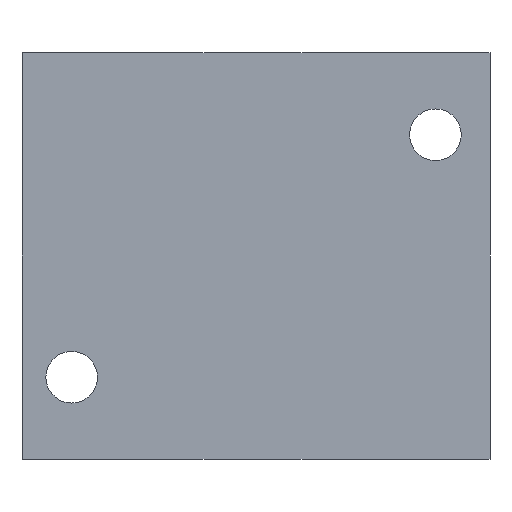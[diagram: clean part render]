
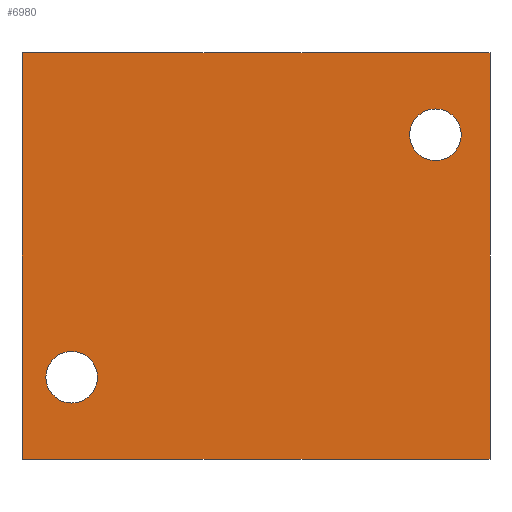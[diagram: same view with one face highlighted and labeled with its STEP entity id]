
A CAD part, front view. The second image highlights one B-rep face of the part: STEP entity #6980.
In plain terms, the highlighted planar face has unit normal (0, -1, 0).
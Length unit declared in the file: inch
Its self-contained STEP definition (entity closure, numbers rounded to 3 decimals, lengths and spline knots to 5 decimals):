
#521 = FACE_OUTER_BOUND ( 'NONE', #8985, .T. ) ;
#669 = CARTESIAN_POINT ( 'NONE',  ( -1.5035, -1.1811, -1.319 ) ) ;
#696 = LINE ( 'NONE', #6677, #8940 ) ;
#784 = CIRCLE ( 'NONE', #7225, 0.1675 ) ;
#1254 = EDGE_CURVE ( 'NONE', #9054, #1389, #6841, .T. ) ;
#1270 = EDGE_CURVE ( 'NONE', #1389, #9054, #784, .T. ) ;
#1273 = DIRECTION ( 'NONE',  ( 0., 0., 1. ) ) ;
#1389 = VERTEX_POINT ( 'NONE', #3303 ) ;
#1462 = ORIENTED_EDGE ( 'NONE', *, *, #1254, .T. ) ;
#1936 = CARTESIAN_POINT ( 'NONE',  ( 1.1811, -1.1811, 0.7874 ) ) ;
#1987 = DIRECTION ( 'NONE',  ( 0., 0., -1. ) ) ;
#2460 = CIRCLE ( 'NONE', #10053, 0.1675 ) ;
#2611 = ORIENTED_EDGE ( 'NONE', *, *, #3052, .T. ) ;
#2795 = DIRECTION ( 'NONE',  ( 0., 0., -1. ) ) ;
#2803 = VERTEX_POINT ( 'NONE', #5008 ) ;
#2867 = DIRECTION ( 'NONE',  ( 0., 1., 0. ) ) ;
#2869 = VECTOR ( 'NONE', #7512, 39.37008 ) ;
#2918 = DIRECTION ( 'NONE',  ( 0., 1., 0. ) ) ;
#3052 = EDGE_CURVE ( 'NONE', #10556, #5258, #696, .T. ) ;
#3121 = LINE ( 'NONE', #669, #2869 ) ;
#3248 = VECTOR ( 'NONE', #9831, 39.37008 ) ;
#3266 = DIRECTION ( 'NONE',  ( 0., 1., 0. ) ) ;
#3303 = CARTESIAN_POINT ( 'NONE',  ( 1.1811, -1.1811, 0.6199 ) ) ;
#3398 = ORIENTED_EDGE ( 'NONE', *, *, #5995, .T. ) ;
#3557 = EDGE_LOOP ( 'NONE', ( #4078, #3884 ) ) ;
#3622 = VERTEX_POINT ( 'NONE', #7917 ) ;
#3884 = ORIENTED_EDGE ( 'NONE', *, *, #8700, .T. ) ;
#4078 = ORIENTED_EDGE ( 'NONE', *, *, #7233, .T. ) ;
#4233 = DIRECTION ( 'NONE',  ( 0., 0., 1. ) ) ;
#4861 = FACE_BOUND ( 'NONE', #3557, .T. ) ;
#4989 = AXIS2_PLACEMENT_3D ( 'NONE', #8689, #8753, #6936 ) ;
#5002 = CARTESIAN_POINT ( 'NONE',  ( 1.5354, -1.1811, 1.319 ) ) ;
#5008 = CARTESIAN_POINT ( 'NONE',  ( -1.5035, -1.1811, -1.319 ) ) ;
#5258 = VERTEX_POINT ( 'NONE', #5430 ) ;
#5430 = CARTESIAN_POINT ( 'NONE',  ( -1.5035, -1.1811, 1.319 ) ) ;
#5455 = DIRECTION ( 'NONE',  ( 0., 1., 0. ) ) ;
#5621 = LINE ( 'NONE', #9882, #10506 ) ;
#5995 = EDGE_CURVE ( 'NONE', #8102, #10556, #5621, .T. ) ;
#6254 = LINE ( 'NONE', #7094, #3248 ) ;
#6677 = CARTESIAN_POINT ( 'NONE',  ( 0., -1.1811, 1.319 ) ) ;
#6807 = ORIENTED_EDGE ( 'NONE', *, *, #10256, .F. ) ;
#6841 = CIRCLE ( 'NONE', #8355, 0.1675 ) ;
#6936 = DIRECTION ( 'NONE',  ( 0., 0., 1. ) ) ;
#6980 = ADVANCED_FACE ( 'NONE', ( #9384, #4861, #521 ), #7691, .F. ) ;
#7094 = CARTESIAN_POINT ( 'NONE',  ( 0., -1.1811, -1.319 ) ) ;
#7225 = AXIS2_PLACEMENT_3D ( 'NONE', #1936, #5455, #1987 ) ;
#7233 = EDGE_CURVE ( 'NONE', #3622, #7412, #11128, .T. ) ;
#7412 = VERTEX_POINT ( 'NONE', #11236 ) ;
#7512 = DIRECTION ( 'NONE',  ( 0., 0., 1. ) ) ;
#7691 = PLANE ( 'NONE',  #4989 ) ;
#7715 = DIRECTION ( 'NONE',  ( -1., 0., 0. ) ) ;
#7917 = CARTESIAN_POINT ( 'NONE',  ( -1.1811, -1.1811, -0.6199 ) ) ;
#8075 = CARTESIAN_POINT ( 'NONE',  ( 1.1811, -1.1811, 0.7874 ) ) ;
#8102 = VERTEX_POINT ( 'NONE', #8179 ) ;
#8179 = CARTESIAN_POINT ( 'NONE',  ( 1.5354, -1.1811, -1.319 ) ) ;
#8355 = AXIS2_PLACEMENT_3D ( 'NONE', #8075, #2867, #2795 ) ;
#8689 = CARTESIAN_POINT ( 'NONE',  ( 0., -1.1811, 1.319 ) ) ;
#8700 = EDGE_CURVE ( 'NONE', #7412, #3622, #2460, .T. ) ;
#8753 = DIRECTION ( 'NONE',  ( 0., 1., 0. ) ) ;
#8940 = VECTOR ( 'NONE', #7715, 39.37008 ) ;
#8985 = EDGE_LOOP ( 'NONE', ( #6807, #10254, #3398, #2611 ) ) ;
#9054 = VERTEX_POINT ( 'NONE', #9902 ) ;
#9384 = FACE_BOUND ( 'NONE', #11043, .T. ) ;
#9403 = CARTESIAN_POINT ( 'NONE',  ( -1.1811, -1.1811, -0.7874 ) ) ;
#9656 = AXIS2_PLACEMENT_3D ( 'NONE', #10726, #2918, #10673 ) ;
#9831 = DIRECTION ( 'NONE',  ( -1., 0., 0. ) ) ;
#9882 = CARTESIAN_POINT ( 'NONE',  ( 1.5354, -1.1811, -1.63561 ) ) ;
#9902 = CARTESIAN_POINT ( 'NONE',  ( 1.1811, -1.1811, 0.9549 ) ) ;
#9906 = ORIENTED_EDGE ( 'NONE', *, *, #1270, .T. ) ;
#10053 = AXIS2_PLACEMENT_3D ( 'NONE', #9403, #3266, #4233 ) ;
#10254 = ORIENTED_EDGE ( 'NONE', *, *, #10827, .F. ) ;
#10256 = EDGE_CURVE ( 'NONE', #2803, #5258, #3121, .T. ) ;
#10506 = VECTOR ( 'NONE', #1273, 39.37008 ) ;
#10556 = VERTEX_POINT ( 'NONE', #5002 ) ;
#10673 = DIRECTION ( 'NONE',  ( 0., 0., 1. ) ) ;
#10726 = CARTESIAN_POINT ( 'NONE',  ( -1.1811, -1.1811, -0.7874 ) ) ;
#10827 = EDGE_CURVE ( 'NONE', #8102, #2803, #6254, .T. ) ;
#11043 = EDGE_LOOP ( 'NONE', ( #1462, #9906 ) ) ;
#11128 = CIRCLE ( 'NONE', #9656, 0.1675 ) ;
#11236 = CARTESIAN_POINT ( 'NONE',  ( -1.1811, -1.1811, -0.9549 ) ) ;
